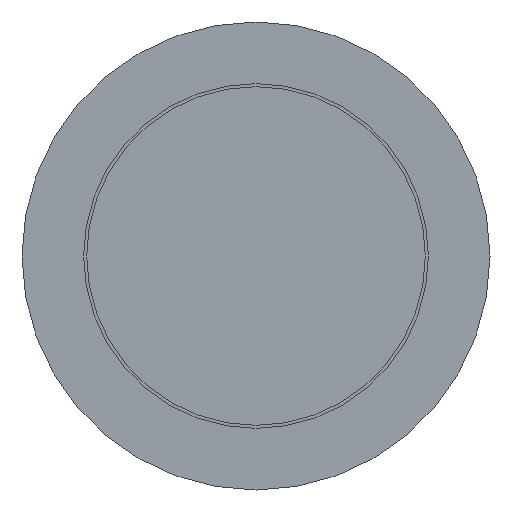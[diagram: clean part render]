
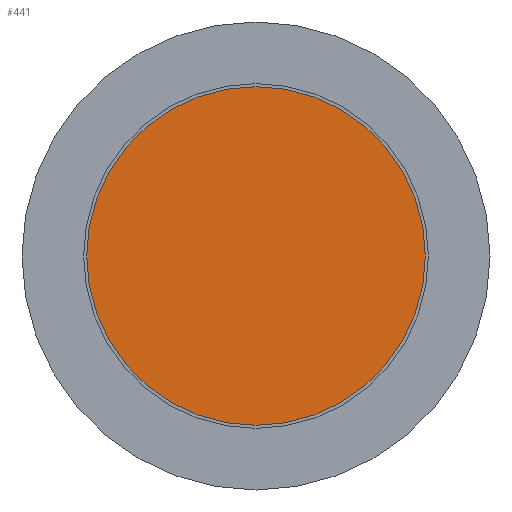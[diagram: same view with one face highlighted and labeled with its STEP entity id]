
A CAD part, front view. The second image highlights one B-rep face of the part: STEP entity #441.
In plain terms, the highlighted planar face has unit normal (0, -1, 0).
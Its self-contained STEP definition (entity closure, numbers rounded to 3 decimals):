
#47 = DIRECTION ( 'NONE',  ( 0., 0., -1. ) ) ;
#55 = DIRECTION ( 'NONE',  ( 0., -1., 0. ) ) ;
#56 = EDGE_LOOP ( 'NONE', ( #491 ) ) ;
#65 = DIRECTION ( 'NONE',  ( 0., 0., 1. ) ) ;
#81 = VERTEX_POINT ( 'NONE', #546 ) ;
#102 = CARTESIAN_POINT ( 'NONE',  ( -13.75, 0., 0. ) ) ;
#194 = DIRECTION ( 'NONE',  ( 0., 1., 0. ) ) ;
#233 = PLANE ( 'NONE',  #321 ) ;
#242 = EDGE_CURVE ( 'NONE', #81, #81, #534, .T. ) ;
#262 = CARTESIAN_POINT ( 'NONE',  ( 0., 0., 0. ) ) ;
#290 = AXIS2_PLACEMENT_3D ( 'NONE', #262, #55, #47 ) ;
#321 = AXIS2_PLACEMENT_3D ( 'NONE', #102, #194, #65 ) ;
#441 = ADVANCED_FACE ( 'NONE', ( #444 ), #233, .F. ) ;
#444 = FACE_OUTER_BOUND ( 'NONE', #56, .T. ) ;
#491 = ORIENTED_EDGE ( 'NONE', *, *, #242, .T. ) ;
#534 = CIRCLE ( 'NONE', #290, 13.75 ) ;
#546 = CARTESIAN_POINT ( 'NONE',  ( 0., 0., -13.75 ) ) ;
